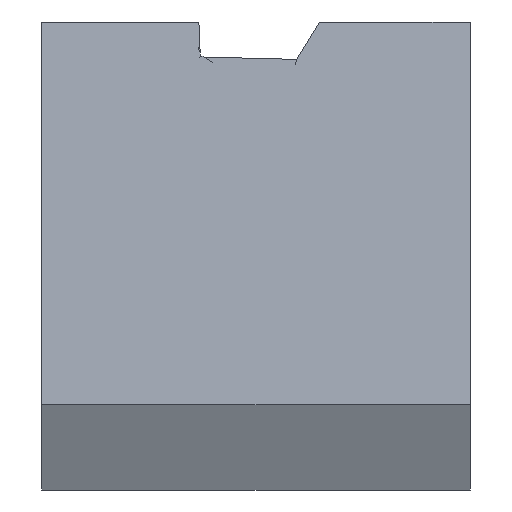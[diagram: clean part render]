
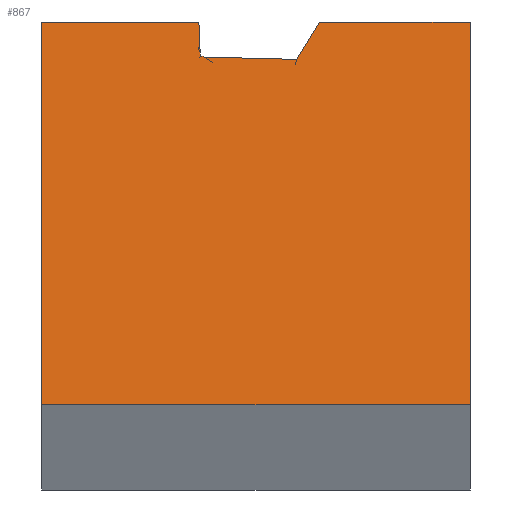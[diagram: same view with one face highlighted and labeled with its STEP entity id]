
A CAD part, top view. The second image highlights one B-rep face of the part: STEP entity #867.
In plain terms, the highlighted planar face has unit normal (0, 0.115, 0.993).
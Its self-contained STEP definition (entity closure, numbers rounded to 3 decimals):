
#67=FACE_OUTER_BOUND('',#124,.T.);
#124=EDGE_LOOP('',(#703,#704,#705,#706,#707,#708,#709,#710,#711,#712));
#131=LINE('',#1181,#245);
#163=LINE('',#1245,#277);
#164=LINE('',#1248,#278);
#166=LINE('',#1252,#280);
#229=LINE('',#1378,#343);
#233=LINE('',#1384,#347);
#234=LINE('',#1388,#348);
#235=LINE('',#1389,#349);
#236=LINE('',#1391,#350);
#237=LINE('',#1392,#351);
#245=VECTOR('',#949,10.);
#277=VECTOR('',#1005,10.);
#278=VECTOR('',#1008,10.);
#280=VECTOR('',#1012,10.);
#343=VECTOR('',#1143,10.);
#347=VECTOR('',#1151,10.);
#348=VECTOR('',#1156,10.);
#349=VECTOR('',#1157,10.);
#350=VECTOR('',#1158,10.);
#351=VECTOR('',#1159,10.);
#359=VERTEX_POINT('',#1178);
#360=VERTEX_POINT('',#1180);
#379=VERTEX_POINT('',#1241);
#380=VERTEX_POINT('',#1243);
#381=VERTEX_POINT('',#1247);
#382=VERTEX_POINT('',#1251);
#409=VERTEX_POINT('',#1374);
#411=VERTEX_POINT('',#1377);
#412=VERTEX_POINT('',#1387);
#413=VERTEX_POINT('',#1390);
#418=EDGE_CURVE('',#359,#360,#131,.T.);
#450=EDGE_CURVE('',#379,#380,#163,.T.);
#451=EDGE_CURVE('',#380,#381,#164,.T.);
#453=EDGE_CURVE('',#381,#382,#166,.T.);
#516=EDGE_CURVE('',#411,#409,#229,.T.);
#520=EDGE_CURVE('',#382,#411,#233,.T.);
#521=EDGE_CURVE('',#412,#409,#234,.T.);
#522=EDGE_CURVE('',#412,#360,#235,.T.);
#523=EDGE_CURVE('',#413,#359,#236,.T.);
#524=EDGE_CURVE('',#379,#413,#237,.T.);
#703=ORIENTED_EDGE('',*,*,#450,.T.);
#704=ORIENTED_EDGE('',*,*,#451,.T.);
#705=ORIENTED_EDGE('',*,*,#453,.T.);
#706=ORIENTED_EDGE('',*,*,#520,.T.);
#707=ORIENTED_EDGE('',*,*,#516,.T.);
#708=ORIENTED_EDGE('',*,*,#521,.F.);
#709=ORIENTED_EDGE('',*,*,#522,.T.);
#710=ORIENTED_EDGE('',*,*,#418,.F.);
#711=ORIENTED_EDGE('',*,*,#523,.F.);
#712=ORIENTED_EDGE('',*,*,#524,.F.);
#810=PLANE('',#938);
#867=ADVANCED_FACE('',(#67),#810,.T.);
#938=AXIS2_PLACEMENT_3D('',#1386,#1154,#1155);
#949=DIRECTION('',(-1.,0.,0.));
#1005=DIRECTION('',(-0.519,-0.849,0.098));
#1008=DIRECTION('',(-1.,0.025,-0.003));
#1012=DIRECTION('',(-0.945,0.326,-0.038));
#1143=DIRECTION('',(-0.039,0.993,-0.115));
#1151=DIRECTION('',(-0.143,0.983,-0.114));
#1154=DIRECTION('center_axis',(0.,0.115,
0.993));
#1155=DIRECTION('ref_axis',(-1.,0.,0.));
#1156=DIRECTION('',(1.,0.,0.));
#1157=DIRECTION('',(0.,-0.993,0.115));
#1158=DIRECTION('',(0.,-0.993,0.115));
#1159=DIRECTION('',(1.,0.,0.));
#1178=CARTESIAN_POINT('',(5.,30.958,1011.746));
#1180=CARTESIAN_POINT('',(-5.,30.958,1011.746));
#1181=CARTESIAN_POINT('',(0.,30.958,1011.746));
#1241=CARTESIAN_POINT('',(1.479,39.899,1010.71));
#1243=CARTESIAN_POINT('',(0.946,39.026,1010.811));
#1245=CARTESIAN_POINT('',(2.016,40.776,1010.608));
#1247=CARTESIAN_POINT('',(-1.208,39.079,1010.805));
#1248=CARTESIAN_POINT('',(3.071,38.974,1010.817));
#1251=CARTESIAN_POINT('',(-1.294,39.109,1010.802));
#1252=CARTESIAN_POINT('',(2.482,37.806,1010.952));
#1374=CARTESIAN_POINT('',(-1.333,39.899,1010.71));
#1377=CARTESIAN_POINT('',(-1.304,39.177,1010.794));
#1378=CARTESIAN_POINT('',(-1.312,39.389,1010.769));
#1384=CARTESIAN_POINT('',(-1.438,40.099,1010.687));
#1386=CARTESIAN_POINT('Origin',(5.,39.899,1010.71));
#1387=CARTESIAN_POINT('',(-5.,39.899,1010.71));
#1388=CARTESIAN_POINT('',(0.,39.899,1010.71));
#1389=CARTESIAN_POINT('',(-5.,39.899,1010.71));
#1390=CARTESIAN_POINT('',(5.,39.899,1010.71));
#1391=CARTESIAN_POINT('',(5.,39.899,1010.71));
#1392=CARTESIAN_POINT('',(0.,39.899,1010.71));
